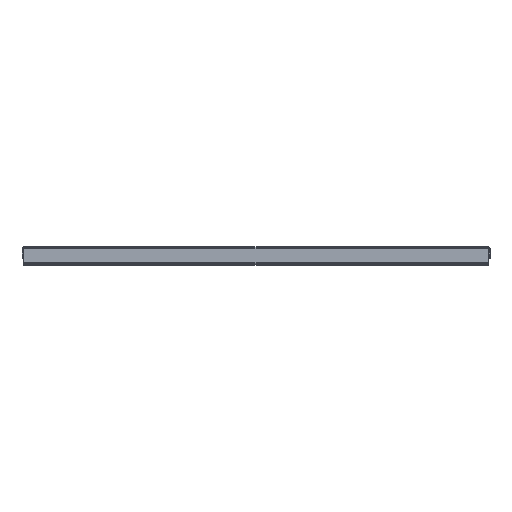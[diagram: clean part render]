
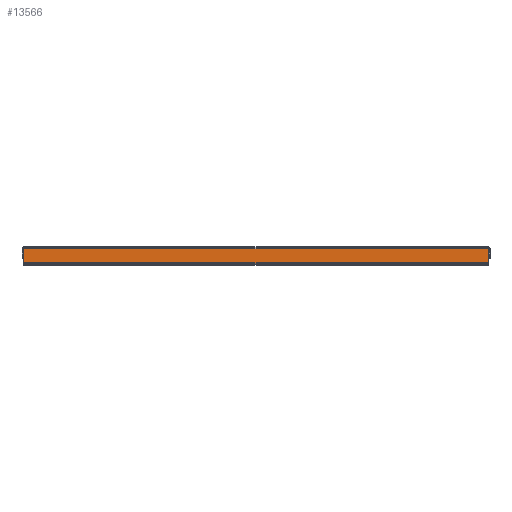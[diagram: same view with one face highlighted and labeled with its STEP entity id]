
A CAD part, top view. The second image highlights one B-rep face of the part: STEP entity #13566.
In plain terms, the highlighted planar face has unit normal (0, 0, 1).
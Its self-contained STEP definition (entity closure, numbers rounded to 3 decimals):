
#1622 = EDGE_CURVE ( 'NONE', #9151, #8574, #17551, .T. ) ;
#3413 = FACE_OUTER_BOUND ( 'NONE', #14955, .T. ) ;
#3697 = CARTESIAN_POINT ( 'NONE',  ( 446., -3., 449. ) ) ;
#4042 = ORIENTED_EDGE ( 'NONE', *, *, #17692, .F. ) ;
#4099 = CARTESIAN_POINT ( 'NONE',  ( -446., -30., 449. ) ) ;
#4484 = CARTESIAN_POINT ( 'NONE',  ( -446., -1.5, 449. ) ) ;
#4943 = DIRECTION ( 'NONE',  ( 0., -1., 0. ) ) ;
#5147 = DIRECTION ( 'NONE',  ( 0., 0., 1. ) ) ;
#5419 = DIRECTION ( 'NONE',  ( 0., -1., 0. ) ) ;
#6695 = LINE ( 'NONE', #15456, #18830 ) ;
#7075 = EDGE_CURVE ( 'NONE', #14839, #8574, #21049, .T. ) ;
#7311 = CARTESIAN_POINT ( 'NONE',  ( -446., -3., 449. ) ) ;
#7713 = ORIENTED_EDGE ( 'NONE', *, *, #1622, .F. ) ;
#7890 = ORIENTED_EDGE ( 'NONE', *, *, #7075, .T. ) ;
#8574 = VERTEX_POINT ( 'NONE', #7311 ) ;
#9151 = VERTEX_POINT ( 'NONE', #4099 ) ;
#10553 = DIRECTION ( 'NONE',  ( -1., 0., 0. ) ) ;
#10671 = VERTEX_POINT ( 'NONE', #16567 ) ;
#11818 = VECTOR ( 'NONE', #10553, 1000. ) ;
#13566 = ADVANCED_FACE ( 'NONE', ( #3413 ), #13896, .T. ) ;
#13896 = PLANE ( 'NONE',  #27060 ) ;
#14110 = CARTESIAN_POINT ( 'NONE',  ( 446., -30., 449. ) ) ;
#14839 = VERTEX_POINT ( 'NONE', #3697 ) ;
#14955 = EDGE_LOOP ( 'NONE', ( #19874, #7890, #7713, #4042 ) ) ;
#15456 = CARTESIAN_POINT ( 'NONE',  ( -446., -30., 449. ) ) ;
#15941 = VECTOR ( 'NONE', #26318, 1000. ) ;
#16567 = CARTESIAN_POINT ( 'NONE',  ( 446., -30., 449. ) ) ;
#17551 = LINE ( 'NONE', #4484, #15941 ) ;
#17692 = EDGE_CURVE ( 'NONE', #10671, #9151, #6695, .T. ) ;
#17854 = EDGE_CURVE ( 'NONE', #14839, #10671, #18142, .T. ) ;
#18142 = LINE ( 'NONE', #14110, #21142 ) ;
#18830 = VECTOR ( 'NONE', #24215, 1000. ) ;
#19874 = ORIENTED_EDGE ( 'NONE', *, *, #17854, .F. ) ;
#21049 = LINE ( 'NONE', #21470, #11818 ) ;
#21142 = VECTOR ( 'NONE', #4943, 1000. ) ;
#21470 = CARTESIAN_POINT ( 'NONE',  ( 0., -3., 449. ) ) ;
#24215 = DIRECTION ( 'NONE',  ( -1., 0., 0. ) ) ;
#26318 = DIRECTION ( 'NONE',  ( 0., 1., 0. ) ) ;
#27060 = AXIS2_PLACEMENT_3D ( 'NONE', #27672, #5147, #5419 ) ;
#27672 = CARTESIAN_POINT ( 'NONE',  ( 0., 0., 449. ) ) ;
